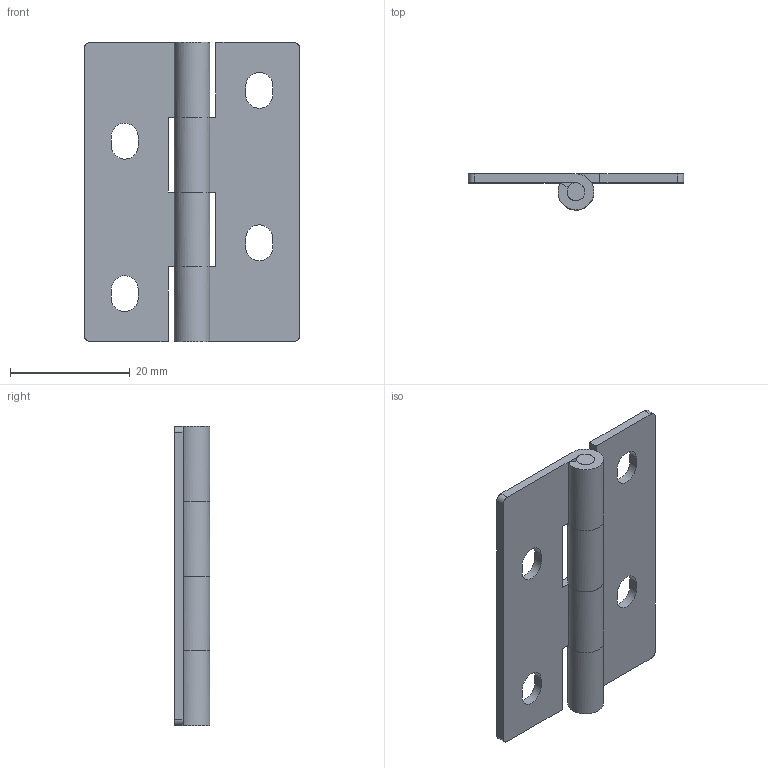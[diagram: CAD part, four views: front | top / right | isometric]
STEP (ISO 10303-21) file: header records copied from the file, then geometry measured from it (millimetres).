
FILE_DESCRIPTION((''),'2;1');
FILE_NAME('','2005-04-20T09:27:59',(''),(''),'','CADfix','');
FILE_SCHEMA(('AUTOMOTIVE_DESIGN'));
Length unit declared in the file: millimetre
Products named in the file (4): hinge piece_B; hinge piece_A; shaft; TH_31_7694_36
Assembly tree (3 placements, depth 2):
  TH_31_7694_36
    hinge piece_B
    hinge piece_A
    shaft
Bounding box: 36 x 6 x 50 mm (x, y, z)
Volume: 3497.3 mm3; surface area: 5349.8 mm2
Topology: 3 solids, 3 shells, 56 faces, 154 edges, 104 vertices
Faces by surface type: bspline 56
Entity records: 2003 total; most frequent: CARTESIAN_POINT 1006, ORIENTED_EDGE 308, EDGE_CURVE 154, QUASI_UNIFORM_CURVE 106, VERTEX_POINT 104, EDGE_LOOP 64, FACE_OUTER_BOUND 56, ADVANCED_FACE 56
